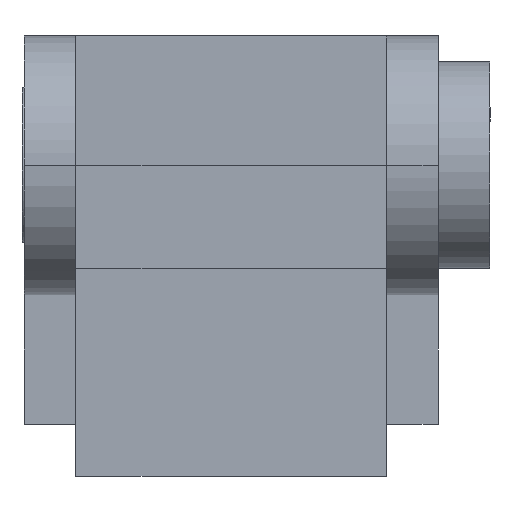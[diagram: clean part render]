
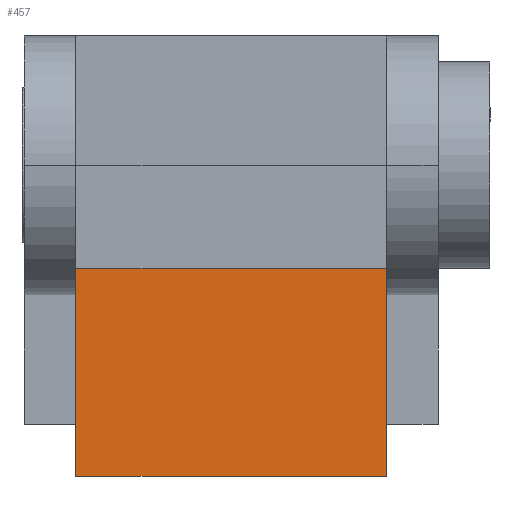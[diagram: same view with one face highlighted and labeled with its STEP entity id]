
A CAD part, left-side view. The second image highlights one B-rep face of the part: STEP entity #457.
In plain terms, the highlighted free-form (B-spline) face has degree [1, 1] with [2, 2] control points.
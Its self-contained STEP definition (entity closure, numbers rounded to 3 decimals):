
#307 = VERTEX_POINT('',#308);
#308 = CARTESIAN_POINT('',(-59.221,19.74,
    -6.58));
#313 = EDGE_CURVE('',#307,#314,#316,.T.);
#314 = VERTEX_POINT('',#315);
#315 = CARTESIAN_POINT('',(-59.221,19.74,
    19.74));
#316 = B_SPLINE_CURVE_WITH_KNOTS('',1,(#317,#318),.UNSPECIFIED.,.F.,.F.,
  (2,2),(0.,20.),.PIECEWISE_BEZIER_KNOTS.);
#317 = CARTESIAN_POINT('',(-59.221,19.74,
    -6.58));
#318 = CARTESIAN_POINT('',(-59.221,19.74,
    19.74));
#442 = VERTEX_POINT('',#443);
#443 = CARTESIAN_POINT('',(-59.221,-19.74,
    -6.58));
#448 = EDGE_CURVE('',#442,#307,#449,.T.);
#449 = B_SPLINE_CURVE_WITH_KNOTS('',1,(#450,#451),.UNSPECIFIED.,.F.,.F.,
  (2,2),(0.,30.),.PIECEWISE_BEZIER_KNOTS.);
#450 = CARTESIAN_POINT('',(-59.221,-19.74,
    -6.58));
#451 = CARTESIAN_POINT('',(-59.221,19.74,
    -6.58));
#457 = ADVANCED_FACE('',(#458),#474,.T.);
#458 = FACE_BOUND('',#459,.T.);
#459 = EDGE_LOOP('',(#460,#461,#462,#469));
#460 = ORIENTED_EDGE('',*,*,#313,.F.);
#461 = ORIENTED_EDGE('',*,*,#448,.F.);
#462 = ORIENTED_EDGE('',*,*,#463,.T.);
#463 = EDGE_CURVE('',#442,#464,#466,.T.);
#464 = VERTEX_POINT('',#465);
#465 = CARTESIAN_POINT('',(-59.221,-19.74,
    19.74));
#466 = B_SPLINE_CURVE_WITH_KNOTS('',1,(#467,#468),.UNSPECIFIED.,.F.,.F.,
  (2,2),(0.,20.),.PIECEWISE_BEZIER_KNOTS.);
#467 = CARTESIAN_POINT('',(-59.221,-19.74,
    -6.58));
#468 = CARTESIAN_POINT('',(-59.221,-19.74,
    19.74));
#469 = ORIENTED_EDGE('',*,*,#470,.T.);
#470 = EDGE_CURVE('',#464,#314,#471,.T.);
#471 = B_SPLINE_CURVE_WITH_KNOTS('',1,(#472,#473),.UNSPECIFIED.,.F.,.F.,
  (2,2),(0.,30.),.PIECEWISE_BEZIER_KNOTS.);
#472 = CARTESIAN_POINT('',(-59.221,-19.74,
    19.74));
#473 = CARTESIAN_POINT('',(-59.221,19.74,
    19.74));
#474 = B_SPLINE_SURFACE_WITH_KNOTS('',1,1,(
    (#475,#476)
    ,(#477,#478
    )),.UNSPECIFIED.,.F.,.F.,.F.,(2,2),(2,2),(0.,20.),(0.,30.),
  .PIECEWISE_BEZIER_KNOTS.);
#475 = CARTESIAN_POINT('',(-59.221,-19.74,
    -6.58));
#476 = CARTESIAN_POINT('',(-59.221,19.74,
    -6.58));
#477 = CARTESIAN_POINT('',(-59.221,-19.74,
    19.74));
#478 = CARTESIAN_POINT('',(-59.221,19.74,
    19.74));
